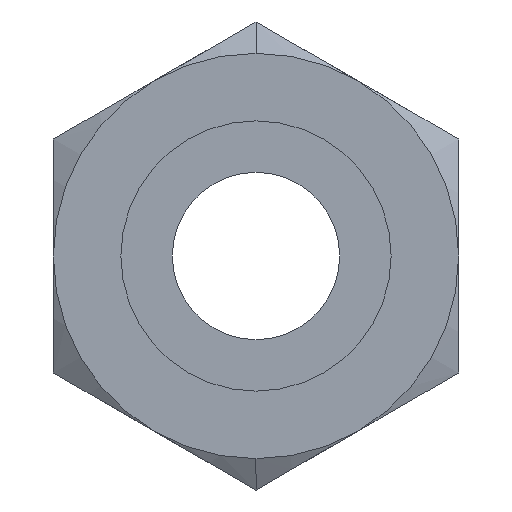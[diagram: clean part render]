
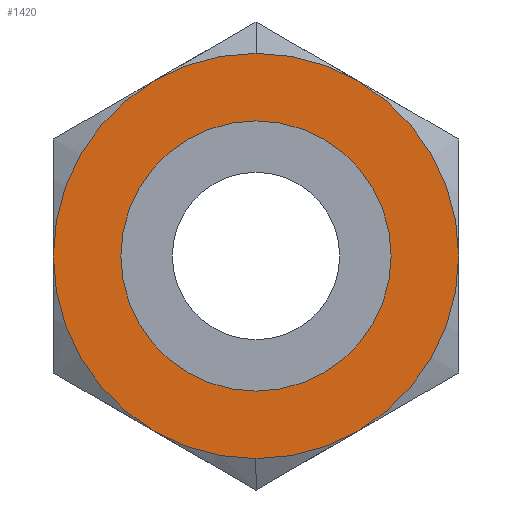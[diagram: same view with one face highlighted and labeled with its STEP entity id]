
A CAD part, left-side view. The second image highlights one B-rep face of the part: STEP entity #1420.
In plain terms, the highlighted planar face has unit normal (-1, 0, 0).
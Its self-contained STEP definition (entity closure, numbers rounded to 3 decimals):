
#259 = EDGE_CURVE ( 'NONE', #4417, #3921, #10064, .T. ) ;
#301 = CARTESIAN_POINT ( 'NONE',  ( 0., 0., -19.05 ) ) ;
#1049 = AXIS2_PLACEMENT_3D ( 'NONE', #8417, #4083, #7560 ) ;
#1420 = ADVANCED_FACE ( 'NONE', ( #8705, #4378 ), #7693, .T. ) ;
#2137 = VERTEX_POINT ( 'NONE', #7767 ) ;
#2258 = AXIS2_PLACEMENT_3D ( 'NONE', #7850, #10525, #2701 ) ;
#2685 = CARTESIAN_POINT ( 'NONE',  ( 0., 0., 0. ) ) ;
#2701 = DIRECTION ( 'NONE',  ( 0., 0., 1. ) ) ;
#3921 = VERTEX_POINT ( 'NONE', #9614 ) ;
#4083 = DIRECTION ( 'NONE',  ( 1., 0., 0. ) ) ;
#4357 = DIRECTION ( 'NONE',  ( 0., 0., 1. ) ) ;
#4378 = FACE_OUTER_BOUND ( 'NONE', #10244, .T. ) ;
#4417 = VERTEX_POINT ( 'NONE', #301 ) ;
#4446 = EDGE_CURVE ( 'NONE', #2137, #10835, #9807, .T. ) ;
#4865 = ORIENTED_EDGE ( 'NONE', *, *, #7666, .F. ) ;
#4915 = CIRCLE ( 'NONE', #1049, 12.7 ) ;
#5152 = CARTESIAN_POINT ( 'NONE',  ( 0., 0., -12.7 ) ) ;
#5206 = EDGE_CURVE ( 'NONE', #10835, #2137, #4915, .T. ) ;
#5696 = AXIS2_PLACEMENT_3D ( 'NONE', #8019, #7344, #10825 ) ;
#6347 = ORIENTED_EDGE ( 'NONE', *, *, #259, .F. ) ;
#6724 = AXIS2_PLACEMENT_3D ( 'NONE', #8683, #11305, #4357 ) ;
#7344 = DIRECTION ( 'NONE',  ( 1., 0., 0. ) ) ;
#7560 = DIRECTION ( 'NONE',  ( 0., 0., -1. ) ) ;
#7666 = EDGE_CURVE ( 'NONE', #3921, #4417, #9834, .T. ) ;
#7693 = PLANE ( 'NONE',  #2258 ) ;
#7767 = CARTESIAN_POINT ( 'NONE',  ( 0., 0., 12.7 ) ) ;
#7850 = CARTESIAN_POINT ( 'NONE',  ( 0., 0., 9.525 ) ) ;
#7891 = DIRECTION ( 'NONE',  ( 1., 0., 0. ) ) ;
#8019 = CARTESIAN_POINT ( 'NONE',  ( 0., 0., 0. ) ) ;
#8151 = DIRECTION ( 'NONE',  ( 0., 0., 1. ) ) ;
#8280 = ORIENTED_EDGE ( 'NONE', *, *, #4446, .T. ) ;
#8417 = CARTESIAN_POINT ( 'NONE',  ( 0., 0., 0. ) ) ;
#8683 = CARTESIAN_POINT ( 'NONE',  ( 0., 0., 0. ) ) ;
#8705 = FACE_BOUND ( 'NONE', #9027, .T. ) ;
#9027 = EDGE_LOOP ( 'NONE', ( #10522, #8280 ) ) ;
#9614 = CARTESIAN_POINT ( 'NONE',  ( 0., 0., 19.05 ) ) ;
#9807 = CIRCLE ( 'NONE', #6724, 12.7 ) ;
#9834 = CIRCLE ( 'NONE', #10745, 19.05 ) ;
#10064 = CIRCLE ( 'NONE', #5696, 19.05 ) ;
#10244 = EDGE_LOOP ( 'NONE', ( #4865, #6347 ) ) ;
#10522 = ORIENTED_EDGE ( 'NONE', *, *, #5206, .T. ) ;
#10525 = DIRECTION ( 'NONE',  ( -1., 0., 0. ) ) ;
#10745 = AXIS2_PLACEMENT_3D ( 'NONE', #2685, #7891, #8151 ) ;
#10825 = DIRECTION ( 'NONE',  ( 0., 0., -1. ) ) ;
#10835 = VERTEX_POINT ( 'NONE', #5152 ) ;
#11305 = DIRECTION ( 'NONE',  ( 1., 0., 0. ) ) ;
